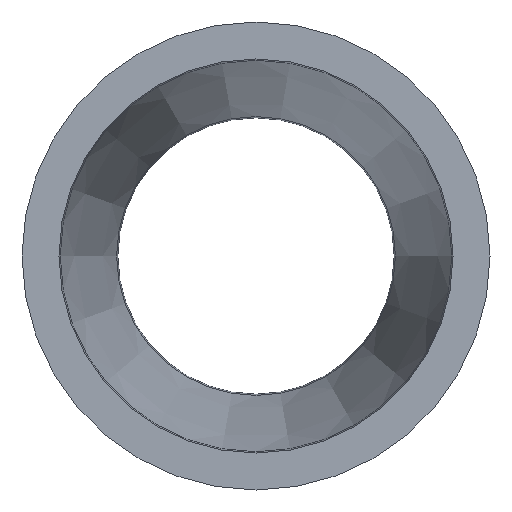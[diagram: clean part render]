
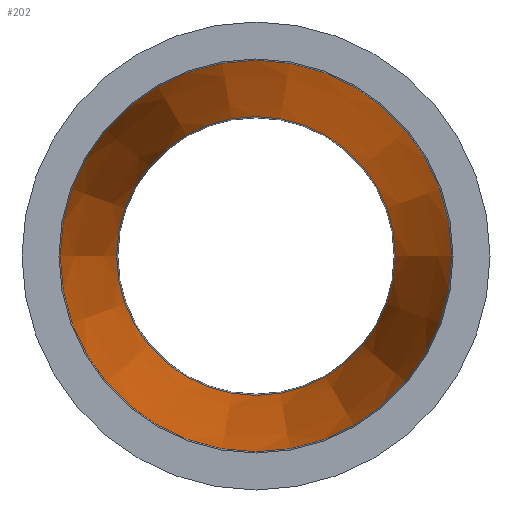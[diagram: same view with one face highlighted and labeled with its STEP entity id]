
A CAD part, left-side view. The second image highlights one B-rep face of the part: STEP entity #202.
In plain terms, the highlighted conical face has half-angle 8.531 degrees and reference radius 9.55 mm.
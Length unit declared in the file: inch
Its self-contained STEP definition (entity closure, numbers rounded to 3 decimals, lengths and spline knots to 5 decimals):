
#24=LINE('',#361,#30);
#30=VECTOR('',#286,0.376);
#36=CONICAL_SURFACE('',#241,0.376,0.149);
#39=FACE_OUTER_BOUND('',#51,.T.);
#51=EDGE_LOOP('',(#144,#145,#146,#147,#148,#149));
#64=CIRCLE('',#236,0.31277);
#65=CIRCLE('',#237,0.31277);
#69=CIRCLE('',#242,0.43923);
#70=CIRCLE('',#243,0.43923);
#88=VERTEX_POINT('',#350);
#89=VERTEX_POINT('',#351);
#92=VERTEX_POINT('',#360);
#93=VERTEX_POINT('',#362);
#108=EDGE_CURVE('',#88,#89,#64,.T.);
#109=EDGE_CURVE('',#89,#88,#65,.T.);
#113=EDGE_CURVE('',#89,#92,#24,.T.);
#114=EDGE_CURVE('',#93,#92,#69,.T.);
#115=EDGE_CURVE('',#92,#93,#70,.T.);
#144=ORIENTED_EDGE('',*,*,#108,.F.);
#145=ORIENTED_EDGE('',*,*,#109,.F.);
#146=ORIENTED_EDGE('',*,*,#113,.T.);
#147=ORIENTED_EDGE('',*,*,#114,.F.);
#148=ORIENTED_EDGE('',*,*,#115,.F.);
#149=ORIENTED_EDGE('',*,*,#113,.F.);
#202=ADVANCED_FACE('',(#39),#36,.F.);
#236=AXIS2_PLACEMENT_3D('',#352,#274,#275);
#237=AXIS2_PLACEMENT_3D('',#353,#276,#277);
#241=AXIS2_PLACEMENT_3D('',#359,#284,#285);
#242=AXIS2_PLACEMENT_3D('',#363,#287,#288);
#243=AXIS2_PLACEMENT_3D('',#364,#289,#290);
#274=DIRECTION('center_axis',(-1.,0.,0.));
#275=DIRECTION('ref_axis',(0.,-1.,0.));
#276=DIRECTION('center_axis',(-1.,0.,0.));
#277=DIRECTION('ref_axis',(0.,-1.,0.));
#284=DIRECTION('center_axis',(-1.,0.,0.));
#285=DIRECTION('ref_axis',(0.,1.,0.));
#286=DIRECTION('',(-0.989,-0.148,0.));
#287=DIRECTION('center_axis',(1.,0.,0.));
#288=DIRECTION('ref_axis',(0.,-1.,0.));
#289=DIRECTION('center_axis',(1.,0.,0.));
#290=DIRECTION('ref_axis',(0.,-1.,0.));
#350=CARTESIAN_POINT('',(1.35537,0.,0.31277));
#351=CARTESIAN_POINT('',(1.35537,-0.31277,0.));
#352=CARTESIAN_POINT('Origin',(1.35537,0.,0.));
#353=CARTESIAN_POINT('Origin',(1.35537,0.,0.));
#359=CARTESIAN_POINT('Origin',(0.93381,0.,0.));
#360=CARTESIAN_POINT('',(0.51225,-0.43923,0.));
#361=CARTESIAN_POINT('',(0.93381,-0.376,0.));
#362=CARTESIAN_POINT('',(0.51225,0.,0.43923));
#363=CARTESIAN_POINT('Origin',(0.51225,0.,0.));
#364=CARTESIAN_POINT('Origin',(0.51225,0.,0.));
